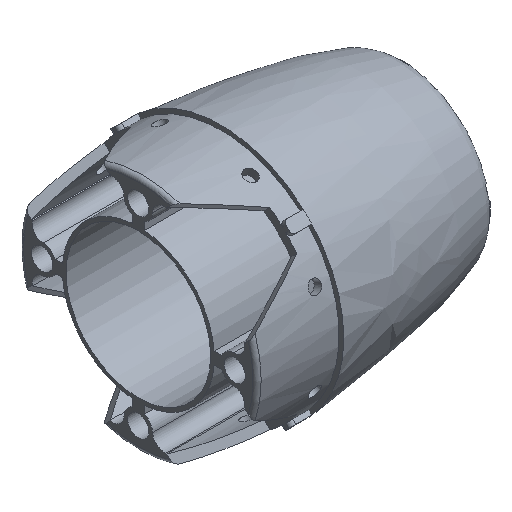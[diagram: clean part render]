
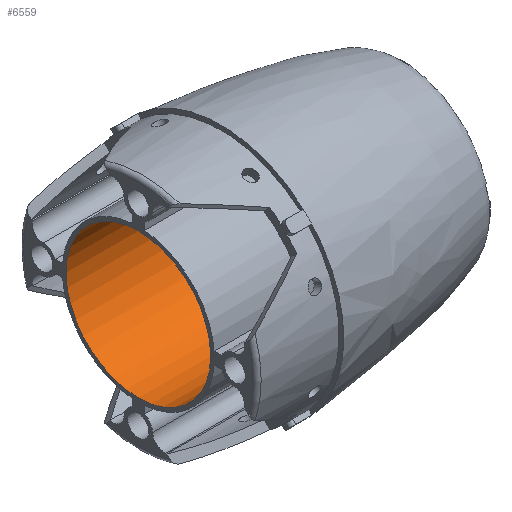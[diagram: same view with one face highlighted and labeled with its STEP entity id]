
A CAD part, isometric view. The second image highlights one B-rep face of the part: STEP entity #6559.
In plain terms, the highlighted cylindrical face has radius 17.6 mm (diameter 35.2 mm), a full revolution.
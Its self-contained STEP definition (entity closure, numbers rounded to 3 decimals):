
#2231 = EDGE_CURVE('',#2232,#2232,#2234,.T.);
#2232 = VERTEX_POINT('',#2233);
#2233 = CARTESIAN_POINT('',(-20.,-17.6,0.));
#2234 = CIRCLE('',#2235,17.6);
#2235 = AXIS2_PLACEMENT_3D('',#2236,#2237,#2238);
#2236 = CARTESIAN_POINT('',(-20.,0.,0.));
#2237 = DIRECTION('',(-1.,0.,0.));
#2238 = DIRECTION('',(0.,-1.,0.));
#6559 = ADVANCED_FACE('',(#6560),#6651,.F.);
#6560 = FACE_BOUND('',#6561,.T.);
#6561 = EDGE_LOOP('',(#6562,#6573,#6579,#6580,#6581,#6590,#6599,#6608,
    #6617,#6626,#6635,#6644));
#6562 = ORIENTED_EDGE('',*,*,#6563,.F.);
#6563 = EDGE_CURVE('',#6564,#6566,#6568,.T.);
#6564 = VERTEX_POINT('',#6565);
#6565 = CARTESIAN_POINT('',(42.,-17.6,0.));
#6566 = VERTEX_POINT('',#6567);
#6567 = CARTESIAN_POINT('',(42.,-13.479,11.317));
#6568 = CIRCLE('',#6569,17.6);
#6569 = AXIS2_PLACEMENT_3D('',#6570,#6571,#6572);
#6570 = CARTESIAN_POINT('',(42.,0.,0.));
#6571 = DIRECTION('',(-1.,0.,0.));
#6572 = DIRECTION('',(0.,-1.,0.));
#6573 = ORIENTED_EDGE('',*,*,#6574,.T.);
#6574 = EDGE_CURVE('',#6564,#2232,#6575,.T.);
#6575 = LINE('',#6576,#6577);
#6576 = CARTESIAN_POINT('',(42.,-17.6,0.));
#6577 = VECTOR('',#6578,1.);
#6578 = DIRECTION('',(-1.,0.,0.));
#6579 = ORIENTED_EDGE('',*,*,#2231,.T.);
#6580 = ORIENTED_EDGE('',*,*,#6574,.F.);
#6581 = ORIENTED_EDGE('',*,*,#6582,.F.);
#6582 = EDGE_CURVE('',#6583,#6564,#6585,.T.);
#6583 = VERTEX_POINT('',#6584);
#6584 = CARTESIAN_POINT('',(42.,-13.479,-11.317));
#6585 = CIRCLE('',#6586,17.6);
#6586 = AXIS2_PLACEMENT_3D('',#6587,#6588,#6589);
#6587 = CARTESIAN_POINT('',(42.,0.,0.));
#6588 = DIRECTION('',(-1.,0.,0.));
#6589 = DIRECTION('',(0.,-1.,0.));
#6590 = ORIENTED_EDGE('',*,*,#6591,.F.);
#6591 = EDGE_CURVE('',#6592,#6583,#6594,.T.);
#6592 = VERTEX_POINT('',#6593);
#6593 = CARTESIAN_POINT('',(42.,-11.317,-13.479));
#6594 = CIRCLE('',#6595,17.6);
#6595 = AXIS2_PLACEMENT_3D('',#6596,#6597,#6598);
#6596 = CARTESIAN_POINT('',(42.,0.,0.));
#6597 = DIRECTION('',(-1.,0.,0.));
#6598 = DIRECTION('',(0.,-1.,0.));
#6599 = ORIENTED_EDGE('',*,*,#6600,.F.);
#6600 = EDGE_CURVE('',#6601,#6592,#6603,.T.);
#6601 = VERTEX_POINT('',#6602);
#6602 = CARTESIAN_POINT('',(42.,11.317,-13.479));
#6603 = CIRCLE('',#6604,17.6);
#6604 = AXIS2_PLACEMENT_3D('',#6605,#6606,#6607);
#6605 = CARTESIAN_POINT('',(42.,0.,0.));
#6606 = DIRECTION('',(-1.,0.,0.));
#6607 = DIRECTION('',(0.,-1.,0.));
#6608 = ORIENTED_EDGE('',*,*,#6609,.F.);
#6609 = EDGE_CURVE('',#6610,#6601,#6612,.T.);
#6610 = VERTEX_POINT('',#6611);
#6611 = CARTESIAN_POINT('',(42.,13.479,-11.317));
#6612 = CIRCLE('',#6613,17.6);
#6613 = AXIS2_PLACEMENT_3D('',#6614,#6615,#6616);
#6614 = CARTESIAN_POINT('',(42.,0.,0.));
#6615 = DIRECTION('',(-1.,0.,0.));
#6616 = DIRECTION('',(0.,-1.,0.));
#6617 = ORIENTED_EDGE('',*,*,#6618,.F.);
#6618 = EDGE_CURVE('',#6619,#6610,#6621,.T.);
#6619 = VERTEX_POINT('',#6620);
#6620 = CARTESIAN_POINT('',(42.,13.479,11.317));
#6621 = CIRCLE('',#6622,17.6);
#6622 = AXIS2_PLACEMENT_3D('',#6623,#6624,#6625);
#6623 = CARTESIAN_POINT('',(42.,0.,0.));
#6624 = DIRECTION('',(-1.,0.,0.));
#6625 = DIRECTION('',(0.,-1.,0.));
#6626 = ORIENTED_EDGE('',*,*,#6627,.F.);
#6627 = EDGE_CURVE('',#6628,#6619,#6630,.T.);
#6628 = VERTEX_POINT('',#6629);
#6629 = CARTESIAN_POINT('',(42.,11.317,13.479));
#6630 = CIRCLE('',#6631,17.6);
#6631 = AXIS2_PLACEMENT_3D('',#6632,#6633,#6634);
#6632 = CARTESIAN_POINT('',(42.,0.,0.));
#6633 = DIRECTION('',(-1.,0.,0.));
#6634 = DIRECTION('',(0.,-1.,0.));
#6635 = ORIENTED_EDGE('',*,*,#6636,.F.);
#6636 = EDGE_CURVE('',#6637,#6628,#6639,.T.);
#6637 = VERTEX_POINT('',#6638);
#6638 = CARTESIAN_POINT('',(42.,-11.317,13.479));
#6639 = CIRCLE('',#6640,17.6);
#6640 = AXIS2_PLACEMENT_3D('',#6641,#6642,#6643);
#6641 = CARTESIAN_POINT('',(42.,0.,0.));
#6642 = DIRECTION('',(-1.,0.,0.));
#6643 = DIRECTION('',(0.,-1.,0.));
#6644 = ORIENTED_EDGE('',*,*,#6645,.F.);
#6645 = EDGE_CURVE('',#6566,#6637,#6646,.T.);
#6646 = CIRCLE('',#6647,17.6);
#6647 = AXIS2_PLACEMENT_3D('',#6648,#6649,#6650);
#6648 = CARTESIAN_POINT('',(42.,0.,0.));
#6649 = DIRECTION('',(-1.,0.,0.));
#6650 = DIRECTION('',(0.,-1.,0.));
#6651 = CYLINDRICAL_SURFACE('',#6652,17.6);
#6652 = AXIS2_PLACEMENT_3D('',#6653,#6654,#6655);
#6653 = CARTESIAN_POINT('',(42.,0.,0.));
#6654 = DIRECTION('',(1.,0.,0.));
#6655 = DIRECTION('',(0.,-1.,0.));
